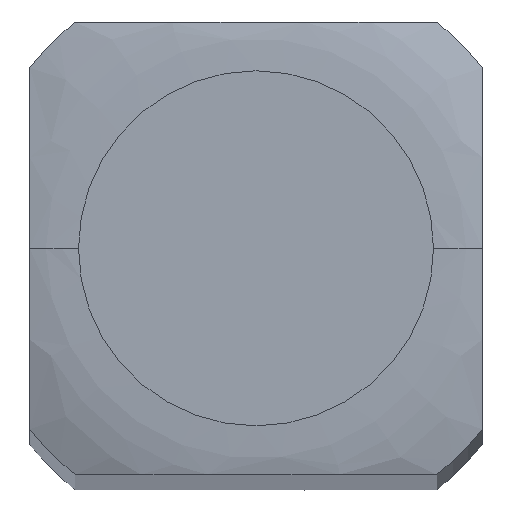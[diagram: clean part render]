
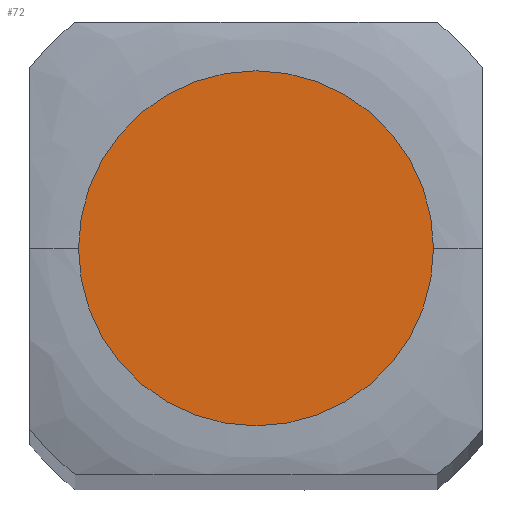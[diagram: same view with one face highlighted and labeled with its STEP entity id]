
A CAD part, top view. The second image highlights one B-rep face of the part: STEP entity #72.
In plain terms, the highlighted planar face has unit normal (0, 0, 1).
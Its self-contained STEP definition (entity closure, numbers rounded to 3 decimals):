
#21 = EDGE_CURVE ( 'NONE', #32, #507, #50, .T. ) ;
#32 = VERTEX_POINT ( 'NONE', #170 ) ;
#50 = CIRCLE ( 'NONE', #279, 1.245 ) ;
#53 = DIRECTION ( 'NONE',  ( 0., 0., 1. ) ) ;
#56 = AXIS2_PLACEMENT_3D ( 'NONE', #294, #53, #350 ) ;
#72 = ADVANCED_FACE ( 'NONE', ( #318 ), #202, .F. ) ;
#73 = EDGE_CURVE ( 'NONE', #507, #32, #327, .T. ) ;
#170 = CARTESIAN_POINT ( 'NONE',  ( -1.245, 0., 30.861 ) ) ;
#174 = DIRECTION ( 'NONE',  ( -1., 0., 0. ) ) ;
#187 = DIRECTION ( 'NONE',  ( 0., 0., 1. ) ) ;
#190 = CARTESIAN_POINT ( 'NONE',  ( 1.245, 0., 30.861 ) ) ;
#202 = PLANE ( 'NONE',  #453 ) ;
#227 = DIRECTION ( 'NONE',  ( 1., 0., 0. ) ) ;
#275 = CARTESIAN_POINT ( 'NONE',  ( 0., 0., 30.861 ) ) ;
#279 = AXIS2_PLACEMENT_3D ( 'NONE', #275, #187, #227 ) ;
#294 = CARTESIAN_POINT ( 'NONE',  ( 0., 0., 30.861 ) ) ;
#318 = FACE_OUTER_BOUND ( 'NONE', #491, .T. ) ;
#327 = CIRCLE ( 'NONE', #56, 1.245 ) ;
#346 = CARTESIAN_POINT ( 'NONE',  ( -1.588, 1.588, 30.861 ) ) ;
#350 = DIRECTION ( 'NONE',  ( 1., 0., 0. ) ) ;
#410 = DIRECTION ( 'NONE',  ( 0., 0., -1. ) ) ;
#453 = AXIS2_PLACEMENT_3D ( 'NONE', #346, #410, #174 ) ;
#458 = ORIENTED_EDGE ( 'NONE', *, *, #73, .T. ) ;
#459 = ORIENTED_EDGE ( 'NONE', *, *, #21, .T. ) ;
#491 = EDGE_LOOP ( 'NONE', ( #458, #459 ) ) ;
#507 = VERTEX_POINT ( 'NONE', #190 ) ;
